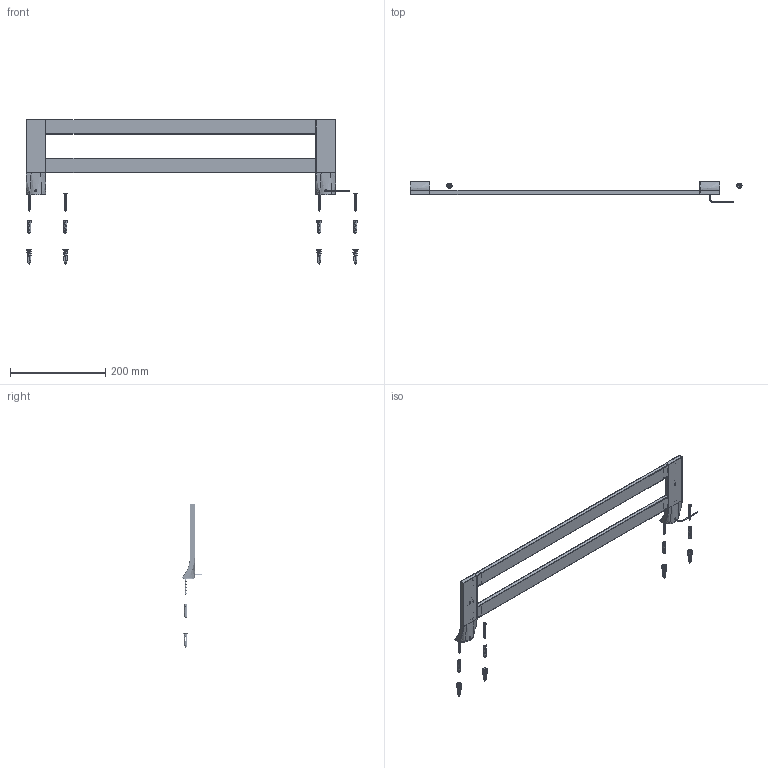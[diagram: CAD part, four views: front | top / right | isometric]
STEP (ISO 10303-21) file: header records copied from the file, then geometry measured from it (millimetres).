
FILE_DESCRIPTION((''),'2;1');
FILE_NAME('4722-24_ASM','2010-12-17T',('rameshkumark'),(''),'PRO/ENGINEER BY PARAMETRIC TECHNOLOGY CORPORATION, 2009300','PRO/ENGINEER BY PARAMETRIC TECHNOLOGY CORPORATION, 2009300','');
FILE_SCHEMA(('CONFIG_CONTROL_DESIGN'));
Length unit declared in the file: inch
Products named in the file (16): 40416; 40417; 40426; 92270; 92437; 92274; 91479; 91460; 1-206_ASM; 92001; 10192; 40415; 40414; 7-692_ASM; 92453; 4722-24_ASM
Assembly tree (34 placements, depth 3):
  4722-24_ASM
    40416
    40417
    40426  x2
    92270  x2
    92437  x2
    1-206_ASM  x2
      92274
      91479
      91460
    92001  x4
    10192
    7-692_ASM  x2
      40415
      40414
    92453  x8
Bounding box: 698 x 44.06 x 304.69 mm (x, y, z)
Volume: 241606.9 mm3; surface area: 417650.9 mm2
Topology: 47 solids, 63 shells, 3222 faces, 8504 edges, 5328 vertices
Faces by surface type: cylinder 1214, plane 656, bspline 552, torus 442, cone 294, sphere 56, extrusion 8
Entity records: 96041 total; most frequent: CARTESIAN_POINT 67544, ORIENTED_EDGE 6612, DIRECTION 4569, EDGE_CURVE 3348, VERTEX_POINT 2085, AXIS2_PLACEMENT_3D 1725, B_SPLINE_CURVE_WITH_KNOTS 1431, EDGE_LOOP 1381
